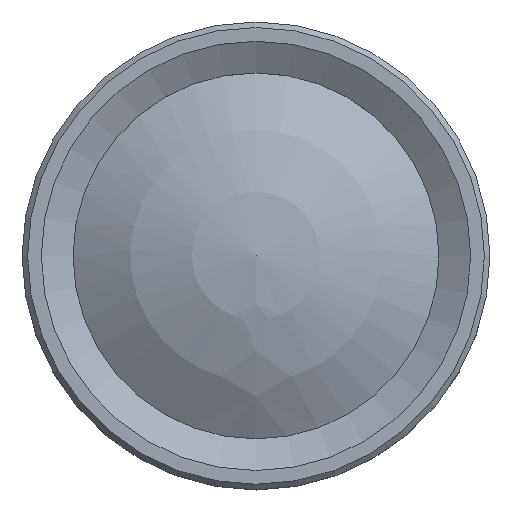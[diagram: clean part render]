
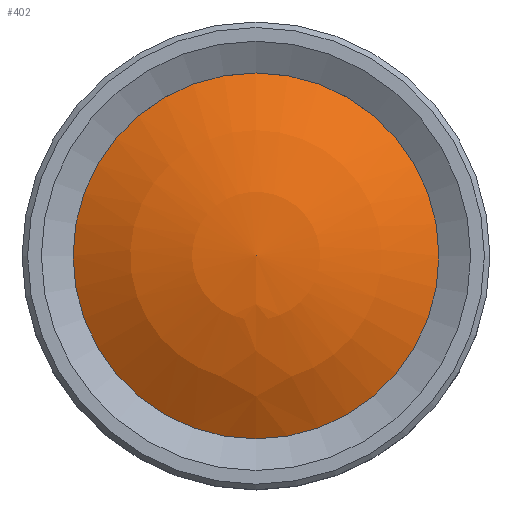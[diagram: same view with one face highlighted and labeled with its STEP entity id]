
A CAD part, top view. The second image highlights one B-rep face of the part: STEP entity #402.
In plain terms, the highlighted spherical face has radius 12.402 mm.
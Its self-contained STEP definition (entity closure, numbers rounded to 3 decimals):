
#19=SPHERICAL_SURFACE('',#500,12.402);
#73=FACE_OUTER_BOUND('',#107,.T.);
#107=EDGE_LOOP('',(#365,#366,#367));
#172=CIRCLE('',#499,6.65);
#173=CIRCLE('',#501,12.402);
#207=VERTEX_POINT('',#1009);
#208=VERTEX_POINT('',#1013);
#259=EDGE_CURVE('',#207,#207,#172,.T.);
#261=EDGE_CURVE('',#208,#207,#173,.T.);
#365=ORIENTED_EDGE('',*,*,#259,.F.);
#366=ORIENTED_EDGE('',*,*,#261,.F.);
#367=ORIENTED_EDGE('',*,*,#261,.T.);
#402=ADVANCED_FACE('',(#73),#19,.T.);
#499=AXIS2_PLACEMENT_3D('',#1010,#637,#638);
#500=AXIS2_PLACEMENT_3D('',#1012,#640,#641);
#501=AXIS2_PLACEMENT_3D('',#1014,#642,#643);
#637=DIRECTION('center_axis',(1.,0.,0.));
#638=DIRECTION('ref_axis',(0.,1.,0.));
#640=DIRECTION('center_axis',(-1.,0.,0.));
#641=DIRECTION('ref_axis',(0.,1.,0.));
#642=DIRECTION('center_axis',(0.,0.,1.));
#643=DIRECTION('ref_axis',(0.,-1.,0.));
#1009=CARTESIAN_POINT('',(970.095,758.733,0.));
#1010=CARTESIAN_POINT('Origin',(970.095,765.383,0.));
#1012=CARTESIAN_POINT('Origin',(980.563,765.383,0.));
#1013=CARTESIAN_POINT('',(968.161,765.383,0.));
#1014=CARTESIAN_POINT('Origin',(980.563,765.383,0.));
